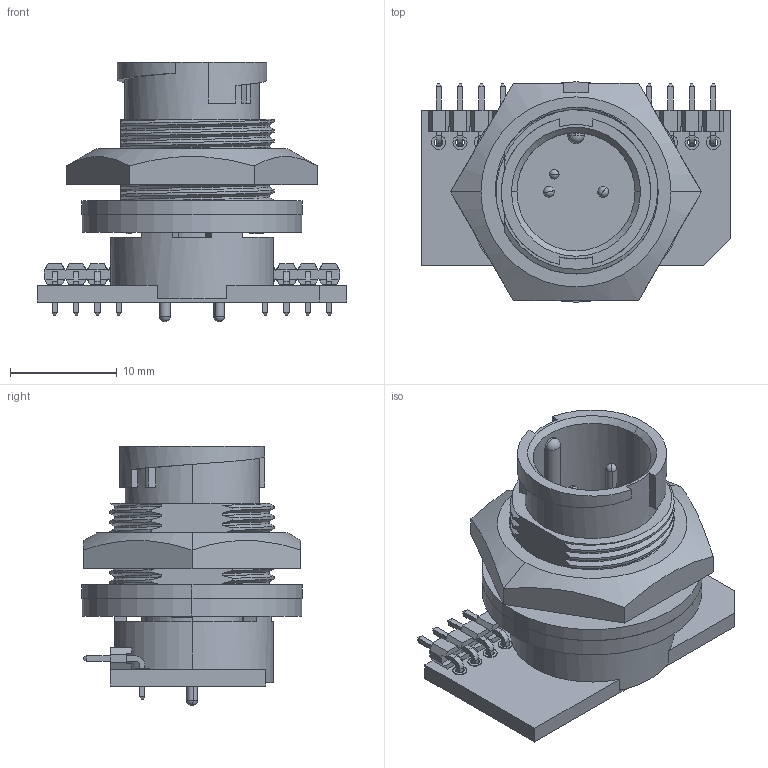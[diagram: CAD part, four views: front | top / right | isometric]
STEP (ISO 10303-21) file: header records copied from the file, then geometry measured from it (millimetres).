
FILE_DESCRIPTION (( 'STEP AP203' ), '1' );
FILE_NAME ('7251-2PG-300.STEP', '2017-09-07T20:44:10', ( '' ), ( '' ), 'SwSTEP 2.0', 'SolidWorks 2017', '' );
FILE_SCHEMA (( 'CONFIG_CONTROL_DESIGN' ));
Length unit declared in the file: millimetre
Products named in the file (1): 7251-2PG-300
Bounding box: 28.96 x 20.62 x 24.26 mm (x, y, z)
Volume: 3773.4 mm3; surface area: 4528.4 mm2
Topology: 2 solids, 2 shells, 553 faces, 1438 edges, 929 vertices
Faces by surface type: plane 344, cylinder 150, bspline 38, torus 8, cone 7, sphere 6
Entity records: 28968 total; most frequent: CARTESIAN_POINT 15535, ORIENTED_EDGE 2874, DIRECTION 2612, EDGE_CURVE 1437, VECTOR 978, LINE 978, VERTEX_POINT 929, AXIS2_PLACEMENT_3D 817
